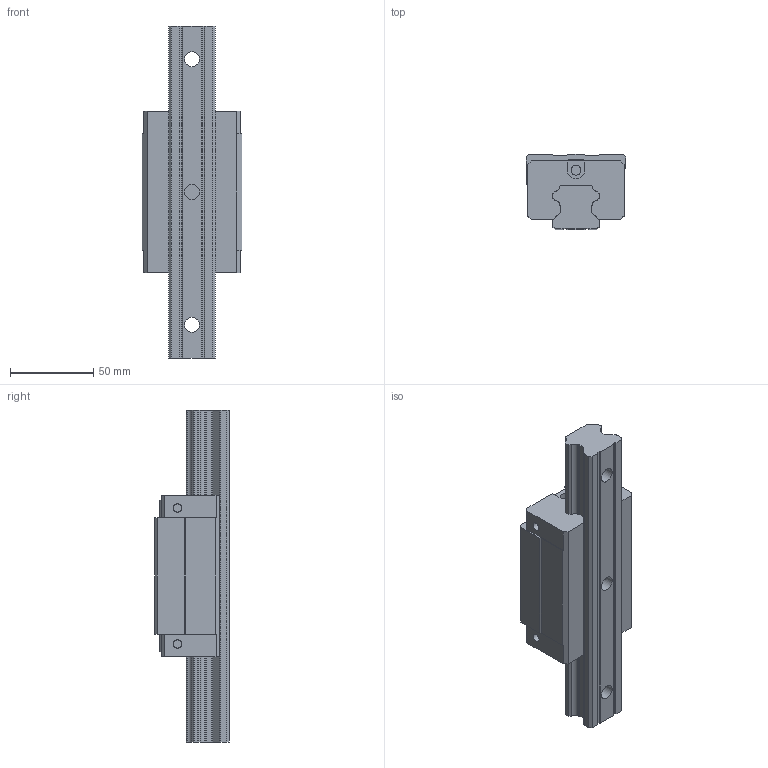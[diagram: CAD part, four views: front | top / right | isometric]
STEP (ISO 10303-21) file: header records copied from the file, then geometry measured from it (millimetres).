
FILE_DESCRIPTION(/* description */ ('STEP AP214'),/* implementation_level */ '2;1');
FILE_NAME(/* name */ 'HGH30.stp',/* time_stamp */ '2021-10-14T14:58:39+02:00',/* author */ ('leolaptop'),/* organization */ ('LINEAIRTECHNIEK'),/* preprocessor_version */ 'ST-DEVELOPER v18',/* originating_system */ 'Autodesk Inventor 2020',/* authorisation */ ' ');
FILE_SCHEMA (('CONFIG_CONTROL_DESIGN'));
Length unit declared in the file: millimetre
Products named in the file (1): HGH30
Bounding box: 60 x 45 x 200 mm (x, y, z)
Volume: 283485.7 mm3; surface area: 54104.7 mm2
Topology: 2 solids, 2 shells, 173 faces, 490 edges, 336 vertices
Faces by surface type: plane 111, cylinder 62
Full cylindrical faces by diameter (mm): 5 x4, 6 x2, 7.3 x2, 8 x4, 9 x3, 14 x3
Entity records: 5775 total; most frequent: CARTESIAN_POINT 1000, DIRECTION 990, ORIENTED_EDGE 980, EDGE_CURVE 490, LINE 338, VECTOR 338, VERTEX_POINT 336, AXIS2_PLACEMENT_3D 326
